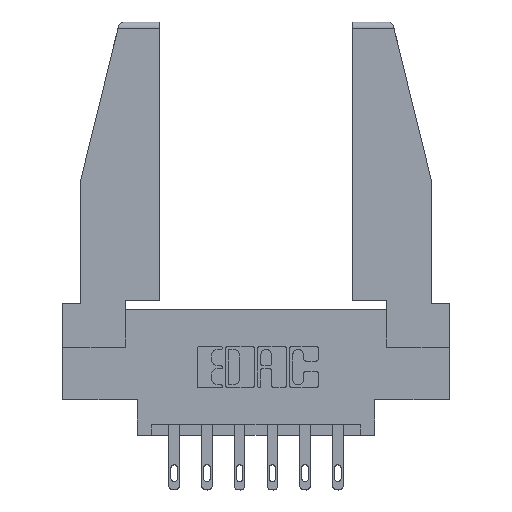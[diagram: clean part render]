
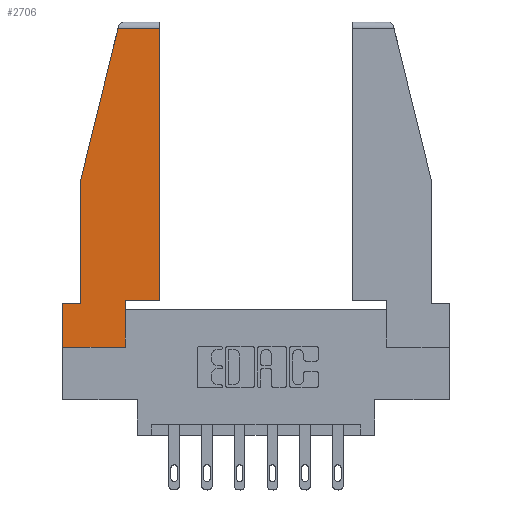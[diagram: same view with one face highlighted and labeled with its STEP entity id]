
A CAD part, top view. The second image highlights one B-rep face of the part: STEP entity #2706.
In plain terms, the highlighted planar face has unit normal (0, 0, 1).
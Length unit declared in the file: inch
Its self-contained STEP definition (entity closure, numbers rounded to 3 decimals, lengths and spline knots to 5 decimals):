
#161 = EDGE_CURVE ( 'NONE', #1701, #5336, #11684, .T. ) ;
#478 = VECTOR ( 'NONE', #10942, 39.37008 ) ;
#563 = CARTESIAN_POINT ( 'NONE',  ( 0., 0.21, 0. ) ) ;
#565 = VERTEX_POINT ( 'NONE', #3699 ) ;
#878 = ORIENTED_EDGE ( 'NONE', *, *, #3943, .T. ) ;
#880 = DIRECTION ( 'NONE',  ( -0.239, -0.971, 0. ) ) ;
#1084 = CARTESIAN_POINT ( 'NONE',  ( 0.2636, 1.52, 0. ) ) ;
#1161 = VECTOR ( 'NONE', #9078, 39.37008 ) ;
#1167 = ORIENTED_EDGE ( 'NONE', *, *, #7641, .T. ) ;
#1461 = EDGE_CURVE ( 'NONE', #2508, #7135, #5508, .T. ) ;
#1583 = CARTESIAN_POINT ( 'NONE',  ( 0.086, 0.21, 0. ) ) ;
#1701 = VERTEX_POINT ( 'NONE', #7643 ) ;
#1737 = CARTESIAN_POINT ( 'NONE',  ( 0., 0., 0. ) ) ;
#1821 = VERTEX_POINT ( 'NONE', #563 ) ;
#1945 = LINE ( 'NONE', #3555, #4352 ) ;
#2028 = LINE ( 'NONE', #10192, #9057 ) ;
#2144 = CARTESIAN_POINT ( 'NONE',  ( 0.297, 0.223, 0. ) ) ;
#2158 = EDGE_CURVE ( 'NONE', #6252, #565, #9925, .T. ) ;
#2188 = VECTOR ( 'NONE', #5453, 39.37008 ) ;
#2415 = EDGE_LOOP ( 'NONE', ( #4304, #1167, #2903, #11180, #8513, #878, #5275, #3664, #7695 ) ) ;
#2508 = VERTEX_POINT ( 'NONE', #10751 ) ;
#2706 = ADVANCED_FACE ( 'NONE', ( #9505 ), #6829, .T. ) ;
#2903 = ORIENTED_EDGE ( 'NONE', *, *, #6000, .T. ) ;
#3555 = CARTESIAN_POINT ( 'NONE',  ( 0.297, 0., 0. ) ) ;
#3556 = VECTOR ( 'NONE', #9241, 39.37008 ) ;
#3562 = CARTESIAN_POINT ( 'NONE',  ( 0.271, 1.55, 0. ) ) ;
#3664 = ORIENTED_EDGE ( 'NONE', *, *, #5266, .T. ) ;
#3699 = CARTESIAN_POINT ( 'NONE',  ( 0.461, 0.223, 0. ) ) ;
#3943 = EDGE_CURVE ( 'NONE', #1821, #2508, #11166, .T. ) ;
#4304 = ORIENTED_EDGE ( 'NONE', *, *, #8705, .T. ) ;
#4352 = VECTOR ( 'NONE', #9983, 39.37008 ) ;
#4638 = CARTESIAN_POINT ( 'NONE',  ( 0.297, 0.223, 0. ) ) ;
#5071 = DIRECTION ( 'NONE',  ( 0., 0., 1. ) ) ;
#5202 = CARTESIAN_POINT ( 'NONE',  ( 0.086, 0.8, 0. ) ) ;
#5266 = EDGE_CURVE ( 'NONE', #7135, #6252, #1945, .T. ) ;
#5275 = ORIENTED_EDGE ( 'NONE', *, *, #1461, .T. ) ;
#5336 = VERTEX_POINT ( 'NONE', #1583 ) ;
#5418 = CARTESIAN_POINT ( 'NONE',  ( 0., 0.21, 0. ) ) ;
#5441 = VERTEX_POINT ( 'NONE', #1084 ) ;
#5453 = DIRECTION ( 'NONE',  ( 1., 0., 0. ) ) ;
#5508 = LINE ( 'NONE', #1737, #9380 ) ;
#6000 = EDGE_CURVE ( 'NONE', #5441, #1701, #10810, .T. ) ;
#6252 = VERTEX_POINT ( 'NONE', #2144 ) ;
#6258 = DIRECTION ( 'NONE',  ( 1., 0., 0. ) ) ;
#6385 = CARTESIAN_POINT ( 'NONE',  ( 0., 0.21, 0. ) ) ;
#6829 = PLANE ( 'NONE',  #10685 ) ;
#6891 = LINE ( 'NONE', #5418, #478 ) ;
#7135 = VERTEX_POINT ( 'NONE', #9079 ) ;
#7421 = CARTESIAN_POINT ( 'NONE',  ( 0.461, 0.223, 0. ) ) ;
#7623 = EDGE_CURVE ( 'NONE', #5336, #1821, #6891, .T. ) ;
#7641 = EDGE_CURVE ( 'NONE', #9661, #5441, #2028, .T. ) ;
#7643 = CARTESIAN_POINT ( 'NONE',  ( 0.086, 0.8, 0. ) ) ;
#7695 = ORIENTED_EDGE ( 'NONE', *, *, #2158, .T. ) ;
#8138 = CARTESIAN_POINT ( 'NONE',  ( 0.461, 1.52, 0. ) ) ;
#8373 = VECTOR ( 'NONE', #880, 39.37008 ) ;
#8513 = ORIENTED_EDGE ( 'NONE', *, *, #7623, .T. ) ;
#8705 = EDGE_CURVE ( 'NONE', #565, #9661, #11461, .T. ) ;
#8968 = VECTOR ( 'NONE', #8977, 39.37008 ) ;
#8977 = DIRECTION ( 'NONE',  ( 0., -1., 0. ) ) ;
#9057 = VECTOR ( 'NONE', #10318, 39.37008 ) ;
#9078 = DIRECTION ( 'NONE',  ( 0., -1., 0. ) ) ;
#9079 = CARTESIAN_POINT ( 'NONE',  ( 0.297, 0., 0. ) ) ;
#9241 = DIRECTION ( 'NONE',  ( 0., 1., 0. ) ) ;
#9380 = VECTOR ( 'NONE', #6258, 39.37008 ) ;
#9505 = FACE_OUTER_BOUND ( 'NONE', #2415, .T. ) ;
#9661 = VERTEX_POINT ( 'NONE', #8138 ) ;
#9925 = LINE ( 'NONE', #4638, #2188 ) ;
#9983 = DIRECTION ( 'NONE',  ( 0., 1., 0. ) ) ;
#10192 = CARTESIAN_POINT ( 'NONE',  ( 0., 1.52, 0. ) ) ;
#10318 = DIRECTION ( 'NONE',  ( -1., 0., 0. ) ) ;
#10685 = AXIS2_PLACEMENT_3D ( 'NONE', #11548, #5071, #11475 ) ;
#10751 = CARTESIAN_POINT ( 'NONE',  ( 0., 0., 0. ) ) ;
#10810 = LINE ( 'NONE', #3562, #8373 ) ;
#10942 = DIRECTION ( 'NONE',  ( -1., 0., 0. ) ) ;
#11166 = LINE ( 'NONE', #6385, #1161 ) ;
#11180 = ORIENTED_EDGE ( 'NONE', *, *, #161, .T. ) ;
#11461 = LINE ( 'NONE', #7421, #3556 ) ;
#11475 = DIRECTION ( 'NONE',  ( 1., 0., 0. ) ) ;
#11548 = CARTESIAN_POINT ( 'NONE',  ( 0., 0., 0. ) ) ;
#11684 = LINE ( 'NONE', #5202, #8968 ) ;
